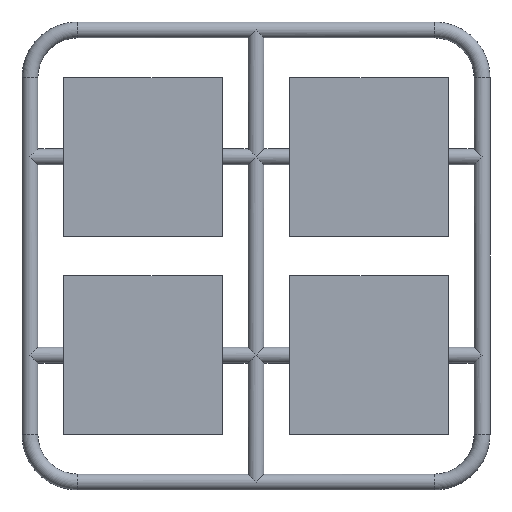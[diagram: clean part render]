
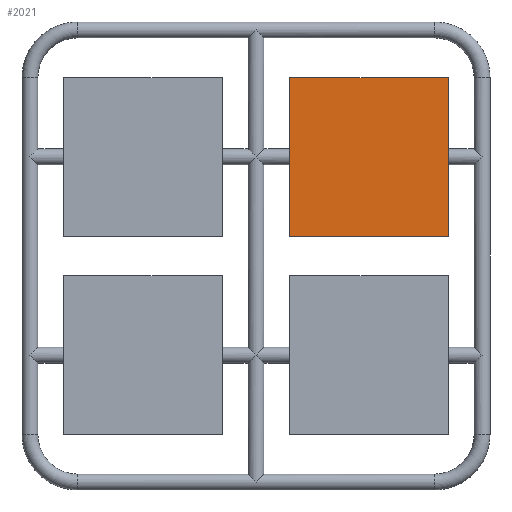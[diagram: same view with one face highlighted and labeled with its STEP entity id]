
A CAD part, top view. The second image highlights one B-rep face of the part: STEP entity #2021.
In plain terms, the highlighted planar face has unit normal (0, 0, 1).
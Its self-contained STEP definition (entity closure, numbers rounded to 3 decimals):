
#119=PLANE('',#2280);
#332=FACE_OUTER_BOUND('',#451,.T.);
#451=EDGE_LOOP('',(#1881,#1882,#1883,#1884));
#516=LINE('',#3237,#684);
#519=LINE('',#3242,#687);
#521=LINE('',#3246,#689);
#524=LINE('',#3252,#692);
#684=VECTOR('',#2604,10.);
#687=VECTOR('',#2609,10.);
#689=VECTOR('',#2613,10.);
#692=VECTOR('',#2622,10.);
#932=VERTEX_POINT('',#3234);
#933=VERTEX_POINT('',#3236);
#934=VERTEX_POINT('',#3240);
#935=VERTEX_POINT('',#3244);
#1150=EDGE_CURVE('',#933,#932,#516,.T.);
#1153=EDGE_CURVE('',#934,#932,#519,.T.);
#1155=EDGE_CURVE('',#935,#934,#521,.T.);
#1159=EDGE_CURVE('',#933,#935,#524,.T.);
#1881=ORIENTED_EDGE('',*,*,#1159,.F.);
#1882=ORIENTED_EDGE('',*,*,#1150,.T.);
#1883=ORIENTED_EDGE('',*,*,#1153,.F.);
#1884=ORIENTED_EDGE('',*,*,#1155,.F.);
#2021=ADVANCED_FACE('',(#332),#119,.T.);
#2280=AXIS2_PLACEMENT_3D('',#3564,#2920,#2921);
#2604=DIRECTION('',(0.,1.,0.));
#2609=DIRECTION('',(1.,0.,0.));
#2613=DIRECTION('',(0.,1.,0.));
#2622=DIRECTION('',(-1.,0.,0.));
#2920=DIRECTION('center_axis',(0.,0.,1.));
#2921=DIRECTION('ref_axis',(1.,0.,0.));
#3234=CARTESIAN_POINT('',(16.,16.,3.2));
#3236=CARTESIAN_POINT('',(16.,0.,3.2));
#3237=CARTESIAN_POINT('',(16.,0.,3.2));
#3240=CARTESIAN_POINT('',(0.,16.,3.2));
#3242=CARTESIAN_POINT('',(16.,16.,3.2));
#3244=CARTESIAN_POINT('',(0.,0.,3.2));
#3246=CARTESIAN_POINT('',(0.,0.,3.2));
#3252=CARTESIAN_POINT('',(16.,0.,3.2));
#3564=CARTESIAN_POINT('Origin',(0.,0.,3.2));
